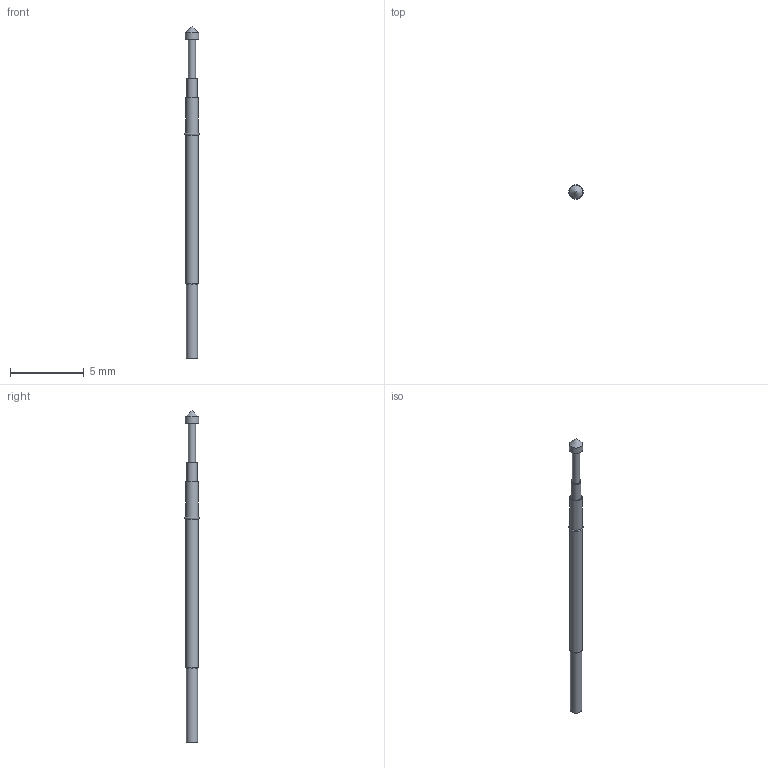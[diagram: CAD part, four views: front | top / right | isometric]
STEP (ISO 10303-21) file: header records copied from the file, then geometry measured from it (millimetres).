
FILE_DESCRIPTION(/* description */ (''),/* implementation_level */ '2;1');
FILE_NAME(/* name */ 'P50-T2.step',/* time_stamp */ '2019-10-24T22:02:07+02:00',/* author */ (''),/* organization */ (''),/* preprocessor_version */ 'ST-DEVELOPER v18',/* originating_system */ 'Autodesk Translation Framework v8.6.0.1094',/* authorisation */ '');
FILE_SCHEMA (('AUTOMOTIVE_DESIGN { 1 0 10303 214 3 1 1 }'));
Length unit declared in the file: millimetre
Products named in the file (6): P50-T2; P50-1S; P50 Receptacle; P50 pin body; P50 pin body_1; T2 tip
Assembly tree (5 placements, depth 3):
  P50-T2
    P50-1S
      P50 Receptacle
    P50 pin body
      P50 pin body_1
    T2 tip
Bounding box: 0.97 x 0.97 x 22.55 mm (x, y, z)
Volume: 10.1 mm3; surface area: 124.4 mm2
Topology: 3 solids, 3 shells, 19 faces, 44 edges, 33 vertices
Faces by surface type: cylinder 8, plane 8, cone 2, torus 1
Full cylindrical faces by diameter (mm): 0.48 x1, 0.5 x1, 0.68 x1, 0.7 x1, 0.75 x1, 0.86 x2, 0.9 x1
Entity records: 755 total; most frequent: DIRECTION 138, CARTESIAN_POINT 107, ORIENTED_EDGE 86, AXIS2_PLACEMENT_3D 64, EDGE_CURVE 43, CIRCLE 33, VERTEX_POINT 33, EDGE_LOOP 22
